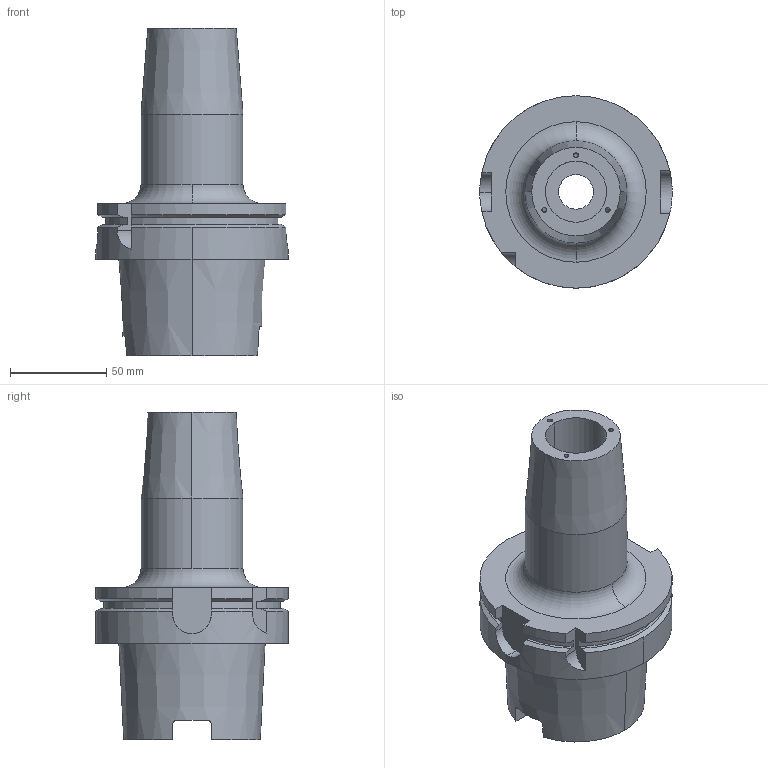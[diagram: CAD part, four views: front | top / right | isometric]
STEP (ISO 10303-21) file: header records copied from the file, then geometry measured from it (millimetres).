
FILE_DESCRIPTION (( 'STEP AP203' ), '1' );
FILE_NAME ('STP-SATE-39326-B3.STEP', '2019-04-09T02:40:04', ( '' ), ( '' ), 'SwSTEP 2.0', 'SolidWorks 2017', '' );
FILE_SCHEMA (( 'CONFIG_CONTROL_DESIGN' ));
Length unit declared in the file: millimetre
Products named in the file (1): STP-SATE-39326-B3
Bounding box: 100 x 100 x 170 mm (x, y, z)
Volume: 392551.8 mm3; surface area: 72402.3 mm2
Topology: 1 solids, 1 shells, 98 faces, 261 edges, 169 vertices
Faces by surface type: cylinder 40, plane 32, cone 14, bspline 6, torus 6
Entity records: 3678 total; most frequent: CARTESIAN_POINT 1159, ORIENTED_EDGE 522, DIRECTION 507, EDGE_CURVE 261, AXIS2_PLACEMENT_3D 199, VERTEX_POINT 169, EDGE_LOOP 110, VECTOR 109
